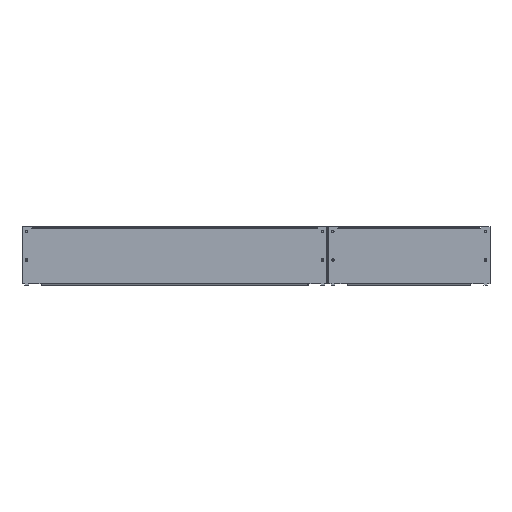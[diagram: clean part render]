
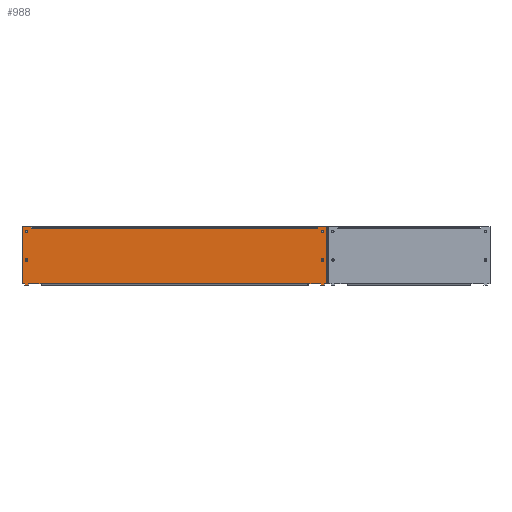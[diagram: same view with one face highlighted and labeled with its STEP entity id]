
A CAD part, left-side view. The second image highlights one B-rep face of the part: STEP entity #988.
In plain terms, the highlighted planar face has unit normal (-1, 0, 0).
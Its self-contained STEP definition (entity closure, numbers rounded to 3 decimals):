
#988=ADVANCED_FACE('',(#1916,#1917,#1918,#1919,#1920),#1921,.T.);
#1916=FACE_BOUND('',#3030,.T.);
#1917=FACE_BOUND('',#3031,.T.);
#1918=FACE_BOUND('',#3032,.T.);
#1919=FACE_BOUND('',#3033,.T.);
#1920=FACE_OUTER_BOUND('',#3034,.T.);
#1921=PLANE('',#3035);
#3030=EDGE_LOOP('',(#4462,#4463));
#3031=EDGE_LOOP('',(#4464,#4465));
#3032=EDGE_LOOP('',(#4466,#4467));
#3033=EDGE_LOOP('',(#4468,#4469));
#3034=EDGE_LOOP('',(#4470,#4471,#4472,#4473,#4474,#4475,#4476,#4477,#4478,#4479,#4480,#4481,#4482,#4483,#4484,#4485,#4486,#4487,#4488,#4489));
#3035=AXIS2_PLACEMENT_3D('',#4490,#4491,#4492);
#4462=ORIENTED_EDGE('',*,*,#7001,.T.);
#4463=ORIENTED_EDGE('',*,*,#7003,.T.);
#4464=ORIENTED_EDGE('',*,*,#6996,.T.);
#4465=ORIENTED_EDGE('',*,*,#7006,.T.);
#4466=ORIENTED_EDGE('',*,*,#6991,.T.);
#4467=ORIENTED_EDGE('',*,*,#7009,.T.);
#4468=ORIENTED_EDGE('',*,*,#6986,.T.);
#4469=ORIENTED_EDGE('',*,*,#7012,.T.);
#4470=ORIENTED_EDGE('',*,*,#7028,.T.);
#4471=ORIENTED_EDGE('',*,*,#7018,.F.);
#4472=ORIENTED_EDGE('',*,*,#7025,.F.);
#4473=ORIENTED_EDGE('',*,*,#7021,.F.);
#4474=ORIENTED_EDGE('',*,*,#7034,.T.);
#4475=ORIENTED_EDGE('',*,*,#7079,.T.);
#4476=ORIENTED_EDGE('',*,*,#7069,.T.);
#4477=ORIENTED_EDGE('',*,*,#7066,.F.);
#4478=ORIENTED_EDGE('',*,*,#7080,.F.);
#4479=ORIENTED_EDGE('',*,*,#7081,.F.);
#4480=ORIENTED_EDGE('',*,*,#7082,.F.);
#4481=ORIENTED_EDGE('',*,*,#7074,.F.);
#4482=ORIENTED_EDGE('',*,*,#7077,.T.);
#4483=ORIENTED_EDGE('',*,*,#7083,.T.);
#4484=ORIENTED_EDGE('',*,*,#7062,.T.);
#4485=ORIENTED_EDGE('',*,*,#7058,.F.);
#4486=ORIENTED_EDGE('',*,*,#7060,.F.);
#4487=ORIENTED_EDGE('',*,*,#7053,.F.);
#4488=ORIENTED_EDGE('',*,*,#7084,.T.);
#4489=ORIENTED_EDGE('',*,*,#7085,.T.);
#4490=CARTESIAN_POINT('',(10.5,1225.0,77.0));
#4491=DIRECTION('',(-1.0,0.0,0.0));
#4492=DIRECTION('',(0.0,0.0,-1.0));
#6986=EDGE_CURVE('',#8164,#8168,#8170,.T.);
#6991=EDGE_CURVE('',#8173,#8177,#8179,.T.);
#6996=EDGE_CURVE('',#8182,#8186,#8188,.T.);
#7001=EDGE_CURVE('',#8191,#8195,#8197,.T.);
#7003=EDGE_CURVE('',#8195,#8191,#8199,.T.);
#7006=EDGE_CURVE('',#8186,#8182,#8202,.T.);
#7009=EDGE_CURVE('',#8177,#8173,#8205,.T.);
#7012=EDGE_CURVE('',#8168,#8164,#8208,.T.);
#7018=EDGE_CURVE('',#8216,#8212,#8218,.T.);
#7021=EDGE_CURVE('',#8220,#8223,#8224,.T.);
#7025=EDGE_CURVE('',#8223,#8216,#8229,.T.);
#7028=EDGE_CURVE('',#8232,#8212,#8233,.T.);
#7034=EDGE_CURVE('',#8220,#8240,#8242,.T.);
#7053=EDGE_CURVE('',#8274,#8276,#8277,.T.);
#7058=EDGE_CURVE('',#8282,#8280,#8284,.T.);
#7060=EDGE_CURVE('',#8276,#8282,#8286,.T.);
#7062=EDGE_CURVE('',#8288,#8280,#8289,.T.);
#7066=EDGE_CURVE('',#8292,#8294,#8295,.T.);
#7069=EDGE_CURVE('',#8298,#8294,#8299,.T.);
#7074=EDGE_CURVE('',#8304,#8302,#8306,.T.);
#7077=EDGE_CURVE('',#8304,#8308,#8310,.T.);
#7079=EDGE_CURVE('',#8240,#8298,#8312,.T.);
#7080=EDGE_CURVE('',#8313,#8292,#8314,.T.);
#7081=EDGE_CURVE('',#8315,#8313,#8316,.T.);
#7082=EDGE_CURVE('',#8302,#8315,#8317,.T.);
#7083=EDGE_CURVE('',#8308,#8288,#8318,.T.);
#7084=EDGE_CURVE('',#8274,#8319,#8320,.T.);
#7085=EDGE_CURVE('',#8319,#8232,#8321,.T.);
#8164=VERTEX_POINT('',#9808);
#8168=VERTEX_POINT('',#9813);
#8170=CIRCLE('',#9816,3.3);
#8173=VERTEX_POINT('',#9819);
#8177=VERTEX_POINT('',#9824);
#8179=CIRCLE('',#9827,3.3);
#8182=VERTEX_POINT('',#9830);
#8186=VERTEX_POINT('',#9835);
#8188=CIRCLE('',#9838,3.3);
#8191=VERTEX_POINT('',#9841);
#8195=VERTEX_POINT('',#9846);
#8197=CIRCLE('',#9849,3.3);
#8199=CIRCLE('',#9851,3.3);
#8202=CIRCLE('',#9854,3.3);
#8205=CIRCLE('',#9857,3.3);
#8208=CIRCLE('',#9860,3.3);
#8212=VERTEX_POINT('',#9864);
#8216=VERTEX_POINT('',#9870);
#8218=LINE('',#9873,#9874);
#8220=VERTEX_POINT('',#9876);
#8223=VERTEX_POINT('',#9880);
#8224=LINE('',#9881,#9882);
#8229=LINE('',#9889,#9890);
#8232=VERTEX_POINT('',#9894);
#8233=LINE('',#9895,#9896);
#8240=VERTEX_POINT('',#9906);
#8242=LINE('',#9909,#9910);
#8274=VERTEX_POINT('',#9957);
#8276=VERTEX_POINT('',#9960);
#8277=LINE('',#9961,#9962);
#8280=VERTEX_POINT('',#9966);
#8282=VERTEX_POINT('',#9969);
#8284=LINE('',#9972,#9973);
#8286=LINE('',#9975,#9976);
#8288=VERTEX_POINT('',#9978);
#8289=LINE('',#9979,#9980);
#8292=VERTEX_POINT('',#9984);
#8294=VERTEX_POINT('',#9987);
#8295=LINE('',#9988,#9989);
#8298=VERTEX_POINT('',#9993);
#8299=LINE('',#9994,#9995);
#8302=VERTEX_POINT('',#9999);
#8304=VERTEX_POINT('',#10002);
#8306=LINE('',#10005,#10006);
#8308=VERTEX_POINT('',#10008);
#8310=LINE('',#10011,#10012);
#8312=LINE('',#10014,#10015);
#8313=VERTEX_POINT('',#10016);
#8314=LINE('',#10017,#10018);
#8315=VERTEX_POINT('',#10019);
#8316=LINE('',#10020,#10021);
#8317=LINE('',#10022,#10023);
#8318=LINE('',#10024,#10025);
#8319=VERTEX_POINT('',#10026);
#8320=LINE('',#10027,#10028);
#8321=LINE('',#10029,#10030);
#9808=CARTESIAN_POINT('',(10.5,1213.5,69.8));
#9813=CARTESIAN_POINT('',(10.5,1213.5,63.2));
#9816=AXIS2_PLACEMENT_3D('',#11871,#11872,#11873);
#9819=CARTESIAN_POINT('',(10.5,438.5,69.8));
#9824=CARTESIAN_POINT('',(10.5,438.5,63.2));
#9827=AXIS2_PLACEMENT_3D('',#11879,#11880,#11881);
#9830=CARTESIAN_POINT('',(10.5,1213.5,144.8));
#9835=CARTESIAN_POINT('',(10.5,1213.5,138.2));
#9838=AXIS2_PLACEMENT_3D('',#11887,#11888,#11889);
#9841=CARTESIAN_POINT('',(10.5,438.5,144.8));
#9846=CARTESIAN_POINT('',(10.5,438.5,138.2));
#9849=AXIS2_PLACEMENT_3D('',#11895,#11896,#11897);
#9851=AXIS2_PLACEMENT_3D('',#11898,#11899,#11900);
#9854=AXIS2_PLACEMENT_3D('',#11904,#11905,#11906);
#9857=AXIS2_PLACEMENT_3D('',#11910,#11911,#11912);
#9860=AXIS2_PLACEMENT_3D('',#11916,#11917,#11918);
#9864=CARTESIAN_POINT('',(10.5,443.0,4.0));
#9870=CARTESIAN_POINT('',(10.5,443.0,0.5));
#9873=CARTESIAN_POINT('',(10.5,443.0,5.5));
#9874=VECTOR('',#11925,1.0);
#9876=CARTESIAN_POINT('',(10.5,434.0,4.0));
#9880=CARTESIAN_POINT('',(10.5,434.0,0.5));
#9881=CARTESIAN_POINT('',(10.5,434.0,5.5));
#9882=VECTOR('',#11927,1.0);
#9889=CARTESIAN_POINT('',(10.5,438.5,0.5));
#9890=VECTOR('',#11930,1.0);
#9894=CARTESIAN_POINT('',(10.5,477.0,4.0));
#9895=CARTESIAN_POINT('',(10.5,1225.0,4.0));
#9896=VECTOR('',#11932,1.0);
#9906=CARTESIAN_POINT('',(10.5,427.0,4.0));
#9909=CARTESIAN_POINT('',(10.5,1225.0,4.0));
#9910=VECTOR('',#11937,1.0);
#9957=CARTESIAN_POINT('',(10.5,1209.0,4.0));
#9960=CARTESIAN_POINT('',(10.5,1209.0,0.5));
#9961=CARTESIAN_POINT('',(10.5,1209.0,5.5));
#9962=VECTOR('',#11954,1.0);
#9966=CARTESIAN_POINT('',(10.5,1218.0,4.0));
#9969=CARTESIAN_POINT('',(10.5,1218.0,0.5));
#9972=CARTESIAN_POINT('',(10.5,1218.0,5.5));
#9973=VECTOR('',#11958,1.0);
#9975=CARTESIAN_POINT('',(10.5,1213.5,0.5));
#9976=VECTOR('',#11959,1.0);
#9978=CARTESIAN_POINT('',(10.5,1225.0,4.0));
#9979=CARTESIAN_POINT('',(10.5,1225.0,4.0));
#9980=VECTOR('',#11960,1.0);
#9984=CARTESIAN_POINT('',(10.5,451.0,150.0));
#9987=CARTESIAN_POINT('',(10.5,451.0,154.0));
#9988=CARTESIAN_POINT('',(10.5,451.0,79.0));
#9989=VECTOR('',#11963,1.0);
#9993=CARTESIAN_POINT('',(10.5,427.0,154.0));
#9994=CARTESIAN_POINT('',(10.5,439.0,154.0));
#9995=VECTOR('',#11965,1.0);
#9999=CARTESIAN_POINT('',(10.5,1201.0,150.0));
#10002=CARTESIAN_POINT('',(10.5,1201.0,154.0));
#10005=CARTESIAN_POINT('',(10.5,1201.0,79.0));
#10006=VECTOR('',#11969,1.0);
#10008=CARTESIAN_POINT('',(10.5,1225.0,154.0));
#10011=CARTESIAN_POINT('',(10.5,1213.0,154.0));
#10012=VECTOR('',#11971,1.0);
#10014=CARTESIAN_POINT('',(10.5,427.0,150.0));
#10015=VECTOR('',#11972,1.0);
#10016=CARTESIAN_POINT('',(10.5,453.5,150.0));
#10017=CARTESIAN_POINT('',(10.5,1225.0,150.0));
#10018=VECTOR('',#11973,1.0);
#10019=CARTESIAN_POINT('',(10.5,1198.5,150.0));
#10020=CARTESIAN_POINT('',(10.5,1225.0,150.0));
#10021=VECTOR('',#11974,1.0);
#10022=CARTESIAN_POINT('',(10.5,1225.0,150.0));
#10023=VECTOR('',#11975,1.0);
#10024=CARTESIAN_POINT('',(10.5,1225.0,150.0));
#10025=VECTOR('',#11976,1.0);
#10026=CARTESIAN_POINT('',(10.5,1175.0,4.0));
#10027=CARTESIAN_POINT('',(10.5,1225.0,4.0));
#10028=VECTOR('',#11977,1.0);
#10029=CARTESIAN_POINT('',(10.5,1225.0,4.0));
#10030=VECTOR('',#11978,1.0);
#11871=CARTESIAN_POINT('',(10.5,1213.5,66.5));
#11872=DIRECTION('',(1.0,0.0,-0.0));
#11873=DIRECTION('',(0.0,0.0,1.0));
#11879=CARTESIAN_POINT('',(10.5,438.5,66.5));
#11880=DIRECTION('',(1.0,0.0,-0.0));
#11881=DIRECTION('',(0.0,0.0,1.0));
#11887=CARTESIAN_POINT('',(10.5,1213.5,141.5));
#11888=DIRECTION('',(1.0,0.0,-0.0));
#11889=DIRECTION('',(0.0,0.0,1.0));
#11895=CARTESIAN_POINT('',(10.5,438.5,141.5));
#11896=DIRECTION('',(1.0,0.0,-0.0));
#11897=DIRECTION('',(0.0,0.0,1.0));
#11898=CARTESIAN_POINT('',(10.5,438.5,141.5));
#11899=DIRECTION('',(1.0,0.0,-0.0));
#11900=DIRECTION('',(0.0,0.0,1.0));
#11904=CARTESIAN_POINT('',(10.5,1213.5,141.5));
#11905=DIRECTION('',(1.0,0.0,-0.0));
#11906=DIRECTION('',(0.0,0.0,1.0));
#11910=CARTESIAN_POINT('',(10.5,438.5,66.5));
#11911=DIRECTION('',(1.0,0.0,-0.0));
#11912=DIRECTION('',(0.0,0.0,1.0));
#11916=CARTESIAN_POINT('',(10.5,1213.5,66.5));
#11917=DIRECTION('',(1.0,0.0,-0.0));
#11918=DIRECTION('',(0.0,0.0,1.0));
#11925=DIRECTION('',(0.0,0.0,1.0));
#11927=DIRECTION('',(0.0,0.0,-1.0));
#11930=DIRECTION('',(0.0,1.0,0.0));
#11932=DIRECTION('',(0.0,-1.0,0.0));
#11937=DIRECTION('',(0.0,-1.0,0.0));
#11954=DIRECTION('',(0.0,0.0,-1.0));
#11958=DIRECTION('',(0.0,0.0,1.0));
#11959=DIRECTION('',(0.0,1.0,0.0));
#11960=DIRECTION('',(0.0,-1.0,0.0));
#11963=DIRECTION('',(0.0,0.0,1.0));
#11965=DIRECTION('',(0.0,1.0,0.0));
#11969=DIRECTION('',(0.0,0.0,-1.0));
#11971=DIRECTION('',(0.0,1.0,0.0));
#11972=DIRECTION('',(0.0,0.0,1.0));
#11973=DIRECTION('',(0.0,-1.0,0.0));
#11974=DIRECTION('',(0.0,-1.0,0.0));
#11975=DIRECTION('',(0.0,-1.0,0.0));
#11976=DIRECTION('',(0.0,0.0,-1.0));
#11977=DIRECTION('',(0.0,-1.0,0.0));
#11978=DIRECTION('',(0.0,-1.0,0.0));
